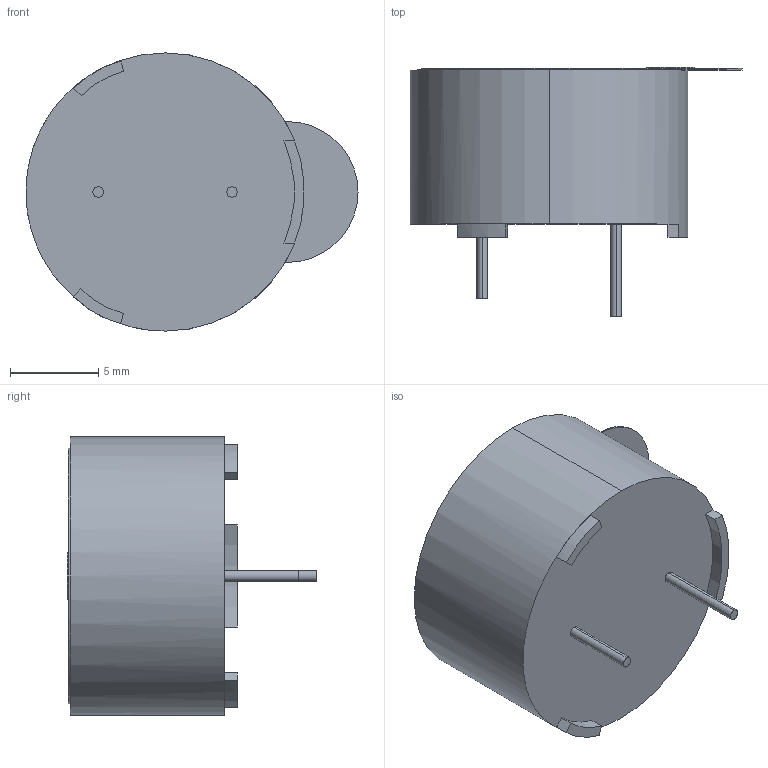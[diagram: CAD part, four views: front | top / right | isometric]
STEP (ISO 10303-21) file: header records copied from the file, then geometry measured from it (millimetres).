
FILE_DESCRIPTION (( 'STEP AP214' ), '1' );
FILE_NAME ('BUZZER_15.STEP', '2019-11-22T19:16:04', ( '' ), ( '' ), 'SwSTEP 2.0', 'SolidWorks 2018', '' );
FILE_SCHEMA (( 'AUTOMOTIVE_DESIGN' ));
Length unit declared in the file: millimetre
Products named in the file (1): BUZZER_15
Bounding box: 18.85 x 14.15 x 15.8 mm (x, y, z)
Volume: 1731.2 mm3; surface area: 940.2 mm2
Topology: 1 solids, 2 shells, 56 faces, 136 edges, 89 vertices
Faces by surface type: plane 35, cylinder 21
Entity records: 1684 total; most frequent: DIRECTION 302, CARTESIAN_POINT 282, ORIENTED_EDGE 272, EDGE_CURVE 136, AXIS2_PLACEMENT_3D 109, VERTEX_POINT 89, LINE 84, VECTOR 84
